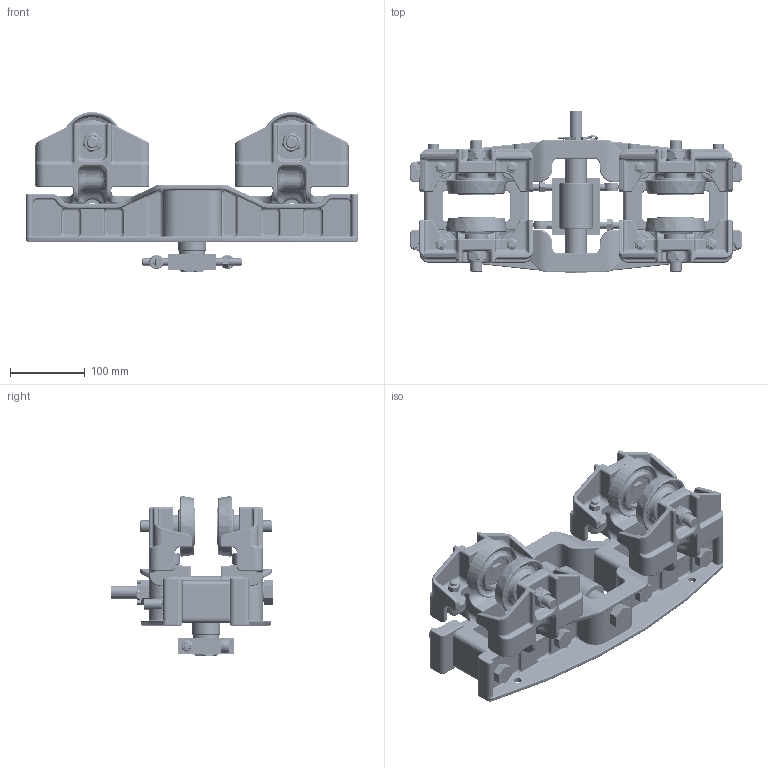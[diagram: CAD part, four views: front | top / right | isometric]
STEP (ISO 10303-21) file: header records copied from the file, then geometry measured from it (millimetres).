
FILE_DESCRIPTION((''),'2;1');
FILE_NAME('22559 460C MBC-500-3-4-266 ET WO KU.stp','2011-03-07T15:32:29',('jholman'),(''),'Autodesk Inventor 2009','Autodesk Inventor 2009','');
FILE_SCHEMA(('AUTOMOTIVE_DESIGN { 1 0 10303 214 1 1 1 1 }'));
Length unit declared in the file: inch
Products named in the file (33): 3D116VC4D; 3D11D4B4C; 3D11KUC4C; 3D11E5B4B; ANSI/AFBMA 21.1 NT - Thrust Needle Roller And Cage Assembly (Inch) 20NT01; 3D11T2B4A; 3D11S3B4B; 3D11G3B4A; 3D11D9B4B; 59965; 3D114FD4B; Hex Nut - UNC (Regular Thread - Inch) 3/8 - 16; 3D11S7B4B; 3D11A3B4B; 3D11F3B4A; 3D11W2B4A; 3D11W4B4B; 3D1124B4A; 3D11X2B4A; 3D117VC4D; 3D11S5B4D; 3D11CHB4C; 3D1177B4C; 3D11A6B4A; 3D11W6B4B; 3D11K7B4B; 3D11Q6B4B; 3D1134G4A; 3D1144G4A; 3D112HB4B; 3D11X6B4A; 3D1153B4A; Hex Bolt - UNC (Regular Thread - Inch) 3/8-16 UNC - 1.75
Assembly tree (61 placements, depth 4):
  3D116VC4D
    3D11D4B4C  x2
    3D11KUC4C
      3D11E5B4B
      ANSI/AFBMA 21.1 NT - Thrust Needle Roller And Cage Assembly (Inch) 20NT01  x2
      3D11T2B4A
      3D11S3B4B
      3D11G3B4A
      3D11D9B4B  x4
      59965
      3D114FD4B  x2
      Hex Nut - UNC (Regular Thread - Inch) 3/8 - 16  x2
    3D11S7B4B
    3D11A3B4B
    3D11F3B4A
    3D11W2B4A
    3D11W4B4B  x4
    3D1124B4A  x4
    3D11X2B4A  x4
    3D117VC4D  x2
      3D11S5B4D
      3D11CHB4C
        3D1177B4C
        3D11A6B4A
        3D11W6B4B
        3D11K7B4B
        3D11Q6B4B
      3D1134G4A
      3D1144G4A
      3D112HB4B
        3D11X6B4A
        3D1153B4A  x2
        Hex Bolt - UNC (Regular Thread - Inch) 3/8-16 UNC - 1.75
      Hex Nut - UNC (Regular Thread - Inch) 3/8 - 16
Bounding box: 444.51 x 216.51 x 214.06 mm (x, y, z)
Volume: 3292116.4 mm3; surface area: 893586.1 mm2
Topology: 137 solids, 137 shells, 5410 faces, 12566 edges, 7163 vertices
Faces by surface type: cylinder 1642, bspline 1296, plane 1170, torus 627, sphere 352, cone 323
Full cylindrical faces by diameter (mm): 2 x32, 6.35 x2, 9.525 x10, 9.855 x8, 13.386 x4, 14.288 x8, 15.862 x4, 16.612 x4, 16.98 x4, 17.374 x4, 18.009 x1, 19.05 x1, 20 x2, 22.606 x4, 23.114 x4, 25.4 x5, 34.925 x4, 35.001 x2, 38.1 x1, 40.005 x4, 44.45 x1
Entity records: 59676 total; most frequent: CARTESIAN_POINT 23914, DIRECTION 7396, ORIENTED_EDGE 7048, EDGE_CURVE 3524, AXIS2_PLACEMENT_3D 3043, VERTEX_POINT 2137, EDGE_LOOP 1771, CIRCLE 1671
